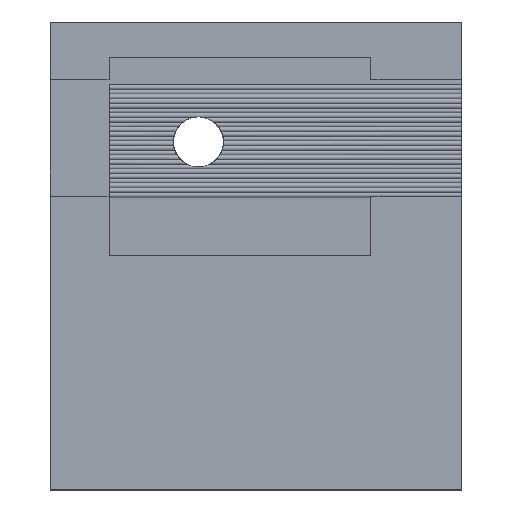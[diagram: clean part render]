
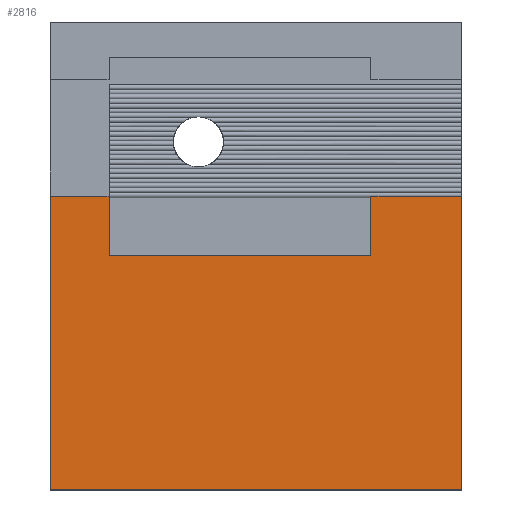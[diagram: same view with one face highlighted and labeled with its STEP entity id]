
A CAD part, top view. The second image highlights one B-rep face of the part: STEP entity #2816.
In plain terms, the highlighted planar face has unit normal (0, 0, 1).
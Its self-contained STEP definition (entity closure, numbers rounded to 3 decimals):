
#40=PLANE('',#3136);
#240=FACE_OUTER_BOUND('',#373,.T.);
#373=EDGE_LOOP('',(#2453,#2454,#2455,#2456,#2457,#2458,#2459,#2460));
#558=LINE('',#5311,#776);
#561=LINE('',#5317,#779);
#568=LINE('',#5334,#786);
#580=LINE('',#5359,#798);
#582=LINE('',#5362,#800);
#587=LINE('',#5373,#805);
#588=LINE('',#5375,#806);
#589=LINE('',#5376,#807);
#776=VECTOR('',#3872,10.);
#779=VECTOR('',#3879,10.);
#786=VECTOR('',#3902,10.);
#798=VECTOR('',#3926,10.);
#800=VECTOR('',#3930,10.);
#805=VECTOR('',#3941,10.);
#806=VECTOR('',#3942,10.);
#807=VECTOR('',#3943,10.);
#1210=VERTEX_POINT('',#5308);
#1211=VERTEX_POINT('',#5310);
#1212=VERTEX_POINT('',#5316);
#1213=VERTEX_POINT('',#5329);
#1214=VERTEX_POINT('',#5332);
#1221=VERTEX_POINT('',#5358);
#1224=VERTEX_POINT('',#5372);
#1225=VERTEX_POINT('',#5374);
#1638=EDGE_CURVE('',#1211,#1210,#558,.T.);
#1641=EDGE_CURVE('',#1212,#1211,#561,.T.);
#1652=EDGE_CURVE('',#1213,#1214,#568,.T.);
#1664=EDGE_CURVE('',#1221,#1213,#580,.T.);
#1666=EDGE_CURVE('',#1210,#1221,#582,.T.);
#1671=EDGE_CURVE('',#1214,#1224,#587,.T.);
#1672=EDGE_CURVE('',#1224,#1225,#588,.T.);
#1673=EDGE_CURVE('',#1225,#1212,#589,.T.);
#2453=ORIENTED_EDGE('',*,*,#1641,.T.);
#2454=ORIENTED_EDGE('',*,*,#1638,.T.);
#2455=ORIENTED_EDGE('',*,*,#1666,.T.);
#2456=ORIENTED_EDGE('',*,*,#1664,.T.);
#2457=ORIENTED_EDGE('',*,*,#1652,.T.);
#2458=ORIENTED_EDGE('',*,*,#1671,.T.);
#2459=ORIENTED_EDGE('',*,*,#1672,.T.);
#2460=ORIENTED_EDGE('',*,*,#1673,.T.);
#2816=ADVANCED_FACE('',(#240),#40,.T.);
#3136=AXIS2_PLACEMENT_3D('',#5371,#3939,#3940);
#3872=DIRECTION('',(0.,-1.,0.));
#3879=DIRECTION('',(-1.,0.,0.));
#3902=DIRECTION('',(-1.,0.,0.));
#3926=DIRECTION('',(0.,1.,0.));
#3930=DIRECTION('',(-1.,0.,0.));
#3939=DIRECTION('center_axis',(0.,0.,1.));
#3940=DIRECTION('ref_axis',(1.,0.,0.));
#3941=DIRECTION('',(0.,-1.,0.));
#3942=DIRECTION('',(1.,0.,0.));
#3943=DIRECTION('',(0.,1.,0.));
#5308=CARTESIAN_POINT('',(18.51,13.5,1.));
#5310=CARTESIAN_POINT('',(18.51,16.95,1.));
#5311=CARTESIAN_POINT('',(18.51,19.236,1.));
#5316=CARTESIAN_POINT('',(23.76,16.95,1.));
#5317=CARTESIAN_POINT('',(17.82,16.95,1.));
#5329=CARTESIAN_POINT('',(3.4,16.95,1.));
#5332=CARTESIAN_POINT('',(0.,16.95,1.));
#5334=CARTESIAN_POINT('',(17.82,16.95,1.));
#5358=CARTESIAN_POINT('',(3.4,13.5,1.));
#5359=CARTESIAN_POINT('',(3.4,13.5,1.));
#5362=CARTESIAN_POINT('',(15.195,13.5,1.));
#5371=CARTESIAN_POINT('Origin',(11.88,13.5,1.));
#5372=CARTESIAN_POINT('',(0.,0.,1.));
#5373=CARTESIAN_POINT('',(0.,27.,1.));
#5374=CARTESIAN_POINT('',(23.76,0.,1.));
#5375=CARTESIAN_POINT('',(0.,0.,1.));
#5376=CARTESIAN_POINT('',(23.76,0.,1.));
